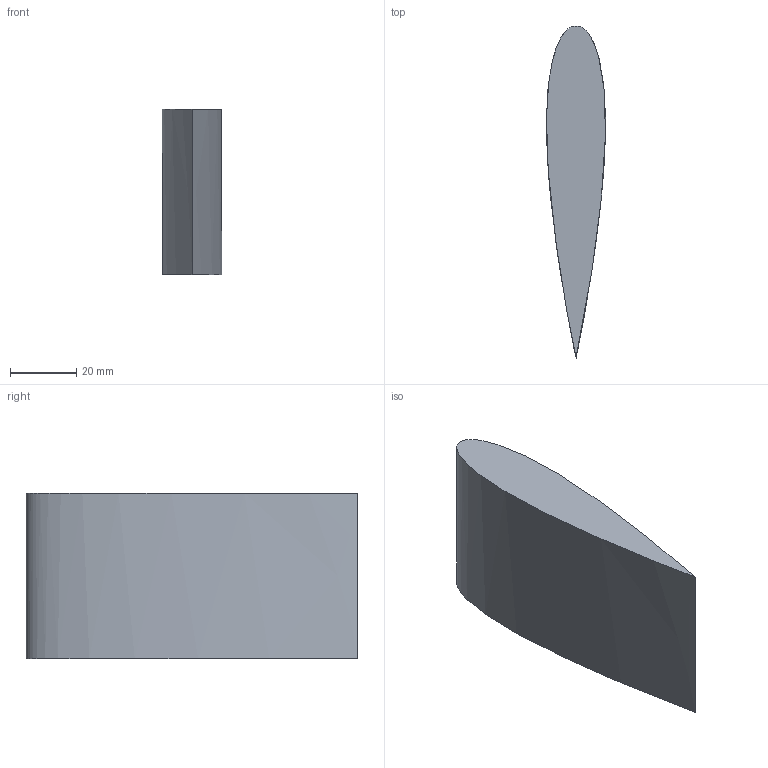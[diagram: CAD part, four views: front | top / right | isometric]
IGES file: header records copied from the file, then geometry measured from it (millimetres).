
Global section: file name: NACA0018; native system: Autodesk Inventor 2020; preprocessor: unknown; author: Usuario; date: 20190831.142628; units: millimetre
Bounding box: 17.82 x 99.99 x 50 mm (x, y, z)
Volume: 60274.7 mm3; surface area: 12801.7 mm2
Topology: 1 solids, 1 shells, 5 faces, 9 edges, 6 vertices
Faces by surface type: bspline 5
